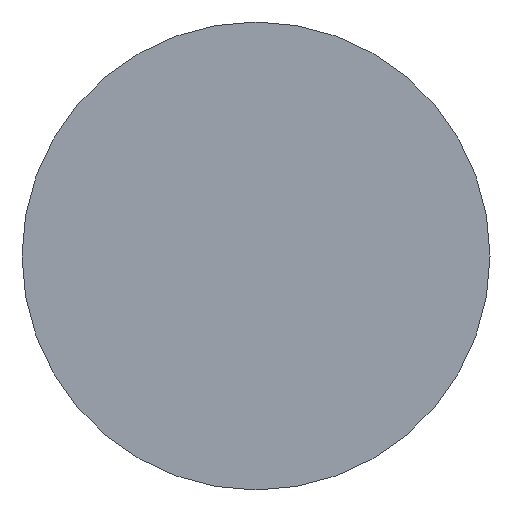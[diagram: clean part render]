
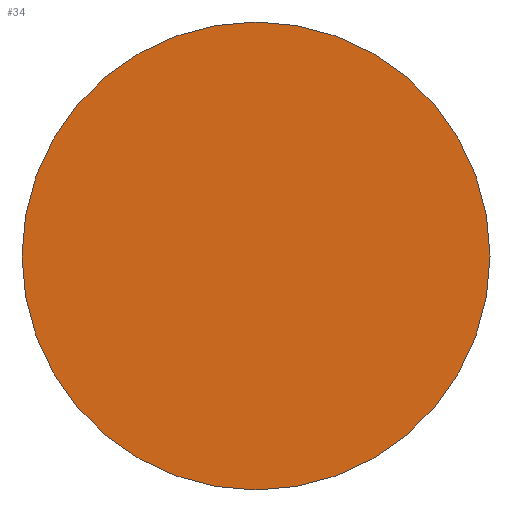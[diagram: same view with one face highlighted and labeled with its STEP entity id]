
A CAD part, left-side view. The second image highlights one B-rep face of the part: STEP entity #34.
In plain terms, the highlighted planar face has unit normal (-1, 0, 0).
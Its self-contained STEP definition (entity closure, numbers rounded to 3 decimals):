
#24 = FACE_OUTER_BOUND ( 'NONE', #137, .T. ) ;
#34 = ADVANCED_FACE ( 'NONE', ( #24 ), #124, .F. ) ;
#42 = AXIS2_PLACEMENT_3D ( 'NONE', #167, #151, #52 ) ;
#51 = DIRECTION ( 'NONE',  ( 0., 0., 1. ) ) ;
#52 = DIRECTION ( 'NONE',  ( 0., 0., -1. ) ) ;
#62 = EDGE_CURVE ( 'NONE', #146, #138, #115, .T. ) ;
#91 = CARTESIAN_POINT ( 'NONE',  ( 524.16, 67.777, 0. ) ) ;
#94 = AXIS2_PLACEMENT_3D ( 'NONE', #166, #180, #51 ) ;
#114 = CARTESIAN_POINT ( 'NONE',  ( 524.16, 67.777, 8. ) ) ;
#115 = CIRCLE ( 'NONE', #94, 8. ) ;
#120 = ORIENTED_EDGE ( 'NONE', *, *, #62, .T. ) ;
#124 = PLANE ( 'NONE',  #42 ) ;
#125 = ORIENTED_EDGE ( 'NONE', *, *, #135, .T. ) ;
#135 = EDGE_CURVE ( 'NONE', #138, #146, #175, .T. ) ;
#137 = EDGE_LOOP ( 'NONE', ( #120, #125 ) ) ;
#138 = VERTEX_POINT ( 'NONE', #165 ) ;
#139 = AXIS2_PLACEMENT_3D ( 'NONE', #91, #141, #184 ) ;
#141 = DIRECTION ( 'NONE',  ( -1., 0., 0. ) ) ;
#146 = VERTEX_POINT ( 'NONE', #114 ) ;
#151 = DIRECTION ( 'NONE',  ( 1., 0., 0. ) ) ;
#165 = CARTESIAN_POINT ( 'NONE',  ( 524.16, 67.777, -8. ) ) ;
#166 = CARTESIAN_POINT ( 'NONE',  ( 524.16, 67.777, 0. ) ) ;
#167 = CARTESIAN_POINT ( 'NONE',  ( 524.16, 67.777, 0. ) ) ;
#175 = CIRCLE ( 'NONE', #139, 8. ) ;
#180 = DIRECTION ( 'NONE',  ( -1., 0., 0. ) ) ;
#184 = DIRECTION ( 'NONE',  ( 0., 0., 1. ) ) ;
